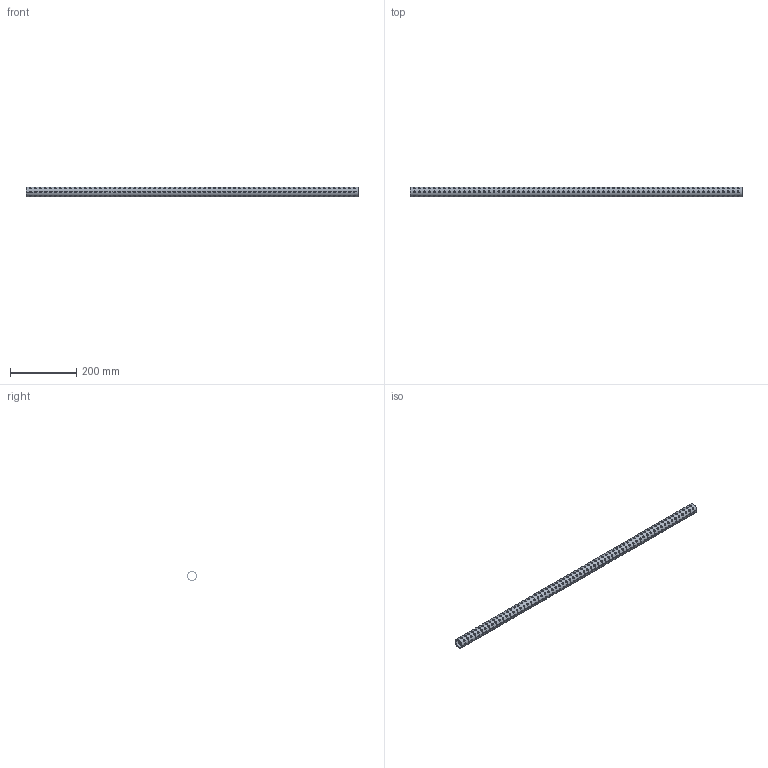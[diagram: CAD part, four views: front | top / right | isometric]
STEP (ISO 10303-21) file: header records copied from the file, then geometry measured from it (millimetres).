
FILE_DESCRIPTION(('CATIA V5 STEP Exchange','CAx-IF Rec.Pracs.--- Model Styling and Organization---1.4--- 2014-01-23','CAx-IF Rec.Pracs.---3D Tessellated Data Validation Properties---0.5---2014-09-14'),'2;1');
FILE_NAME('EGT006_262412.stp','2021-09-13T13:46:07+00:00',('none'),('none'),'CATIA Version 5-6 Release 2019 SP5 HF4','CATIA V5 STEP AP242 v1','none');
FILE_SCHEMA(('AP242_MANAGED_MODEL_BASED_3D_ENGINEERING_MIM_LF {1 0 10303 442 1 1 4}'));
Products named in the file (1): EGT006_262412
Bounding box: 1000 x 30 x 30 mm (x, y, z)
Volume: 178435.5 mm3; surface area: 168365.4 mm2
Topology: 1 solids, 1 shells, 1062 faces, 3972 edges, 2648 vertices
Faces by surface type: cylinder 1060, plane 2
Entity records: 64744 total; most frequent: CARTESIAN_POINT 35540, ORIENTED_EDGE 7944, EDGE_CURVE 3972, VERTEX_POINT 2648, B_SPLINE_CURVE_WITH_KNOTS 2640, DIRECTION 2398, EDGE_LOOP 1856, VECTOR 1324
